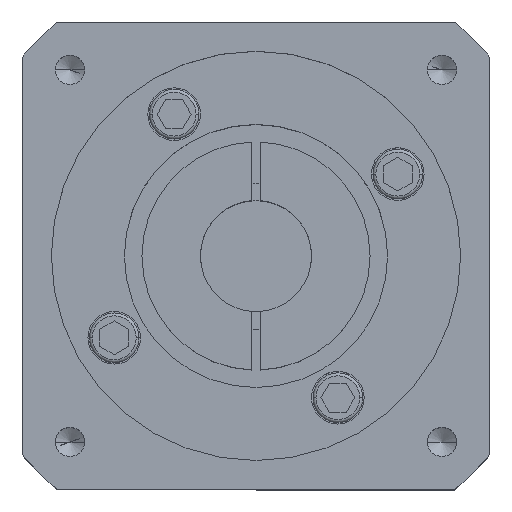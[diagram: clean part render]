
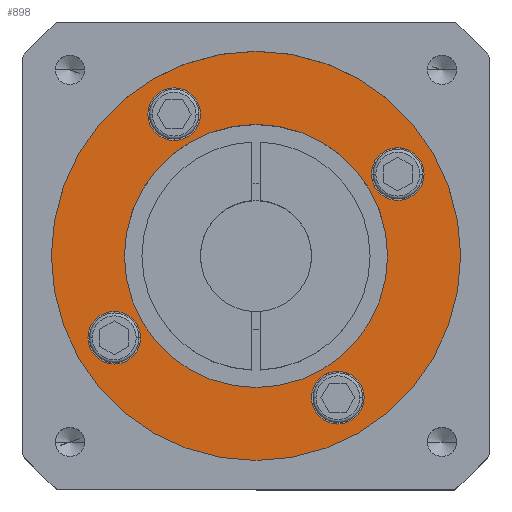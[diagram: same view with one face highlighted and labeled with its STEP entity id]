
A CAD part, top view. The second image highlights one B-rep face of the part: STEP entity #898.
In plain terms, the highlighted planar face has unit normal (0, 0, 1).
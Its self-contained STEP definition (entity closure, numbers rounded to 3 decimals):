
#79 = VERTEX_POINT ( 'NONE', #540 ) ;
#129 = AXIS2_PLACEMENT_3D ( 'NONE', #1242, #1312, #1281 ) ;
#172 = AXIS2_PLACEMENT_3D ( 'NONE', #815, #804, #5400 ) ;
#211 = DIRECTION ( 'NONE',  ( 1., 0., 0. ) ) ;
#396 = CARTESIAN_POINT ( 'NONE',  ( 9.5, -24.249, 19. ) ) ;
#427 = DIRECTION ( 'NONE',  ( 0., 0., 1. ) ) ;
#466 = AXIS2_PLACEMENT_3D ( 'NONE', #5125, #1631, #4859 ) ;
#515 = ORIENTED_EDGE ( 'NONE', *, *, #800, .T. ) ;
#528 = DIRECTION ( 'NONE',  ( 0., 0., 1. ) ) ;
#540 = CARTESIAN_POINT ( 'NONE',  ( -35., 0., 19. ) ) ;
#650 = VERTEX_POINT ( 'NONE', #4022 ) ;
#706 = AXIS2_PLACEMENT_3D ( 'NONE', #2445, #5530, #2882 ) ;
#800 = EDGE_CURVE ( 'NONE', #889, #79, #3092, .T. ) ;
#804 = DIRECTION ( 'NONE',  ( 0., 0., 1. ) ) ;
#810 = EDGE_CURVE ( 'NONE', #4192, #5440, #5298, .T. ) ;
#815 = CARTESIAN_POINT ( 'NONE',  ( 0., 0., 19. ) ) ;
#889 = VERTEX_POINT ( 'NONE', #5442 ) ;
#898 = ADVANCED_FACE ( 'NONE', ( #3175, #2007, #3638, #2594, #1197, #1055 ), #4598, .T. ) ;
#965 = CIRCLE ( 'NONE', #172, 35. ) ;
#1055 = FACE_OUTER_BOUND ( 'NONE', #4803, .T. ) ;
#1064 = ORIENTED_EDGE ( 'NONE', *, *, #1444, .F. ) ;
#1197 = FACE_BOUND ( 'NONE', #4248, .T. ) ;
#1242 = CARTESIAN_POINT ( 'NONE',  ( 14., -24.249, 19. ) ) ;
#1249 = CIRCLE ( 'NONE', #4241, 4.5 ) ;
#1280 = EDGE_LOOP ( 'NONE', ( #3560, #3989 ) ) ;
#1281 = DIRECTION ( 'NONE',  ( 1., 0., 0. ) ) ;
#1293 = CARTESIAN_POINT ( 'NONE',  ( 18.5, -24.249, 19. ) ) ;
#1312 = DIRECTION ( 'NONE',  ( 0., 0., 1. ) ) ;
#1397 = CARTESIAN_POINT ( 'NONE',  ( 0., 0., 19. ) ) ;
#1442 = CARTESIAN_POINT ( 'NONE',  ( 0., 0., 19. ) ) ;
#1444 = EDGE_CURVE ( 'NONE', #1684, #4450, #2936, .T. ) ;
#1564 = EDGE_CURVE ( 'NONE', #4450, #1684, #1609, .T. ) ;
#1609 = CIRCLE ( 'NONE', #3867, 4.5 ) ;
#1613 = AXIS2_PLACEMENT_3D ( 'NONE', #4001, #3926, #3943 ) ;
#1615 = VERTEX_POINT ( 'NONE', #1293 ) ;
#1631 = DIRECTION ( 'NONE',  ( 0., 0., 1. ) ) ;
#1644 = CARTESIAN_POINT ( 'NONE',  ( -22.5, 0., 19. ) ) ;
#1684 = VERTEX_POINT ( 'NONE', #3123 ) ;
#1904 = DIRECTION ( 'NONE',  ( 1., 0., 0. ) ) ;
#1938 = AXIS2_PLACEMENT_3D ( 'NONE', #5680, #3020, #211 ) ;
#1943 = DIRECTION ( 'NONE',  ( 0., 0., 1. ) ) ;
#2007 = FACE_BOUND ( 'NONE', #2280, .T. ) ;
#2103 = EDGE_CURVE ( 'NONE', #4900, #650, #2962, .T. ) ;
#2108 = DIRECTION ( 'NONE',  ( 1., 0., 0. ) ) ;
#2114 = VERTEX_POINT ( 'NONE', #396 ) ;
#2119 = DIRECTION ( 'NONE',  ( 0., 0., 1. ) ) ;
#2135 = AXIS2_PLACEMENT_3D ( 'NONE', #3552, #3066, #3906 ) ;
#2164 = ORIENTED_EDGE ( 'NONE', *, *, #2441, .F. ) ;
#2198 = EDGE_LOOP ( 'NONE', ( #1064, #3078 ) ) ;
#2280 = EDGE_LOOP ( 'NONE', ( #4480, #2976 ) ) ;
#2441 = EDGE_CURVE ( 'NONE', #5440, #4192, #5000, .T. ) ;
#2445 = CARTESIAN_POINT ( 'NONE',  ( -24.249, -14., 19. ) ) ;
#2455 = VERTEX_POINT ( 'NONE', #3085 ) ;
#2579 = EDGE_CURVE ( 'NONE', #79, #889, #965, .T. ) ;
#2594 = FACE_BOUND ( 'NONE', #2939, .T. ) ;
#2602 = CARTESIAN_POINT ( 'NONE',  ( -18.5, 24.249, 19. ) ) ;
#2615 = CARTESIAN_POINT ( 'NONE',  ( 28.749, 14., 19. ) ) ;
#2619 = EDGE_CURVE ( 'NONE', #1615, #2114, #5482, .T. ) ;
#2623 = ORIENTED_EDGE ( 'NONE', *, *, #3201, .F. ) ;
#2659 = VERTEX_POINT ( 'NONE', #2615 ) ;
#2882 = DIRECTION ( 'NONE',  ( 1., 0., 0. ) ) ;
#2936 = CIRCLE ( 'NONE', #4878, 4.5 ) ;
#2939 = EDGE_LOOP ( 'NONE', ( #2623, #3454 ) ) ;
#2962 = CIRCLE ( 'NONE', #1613, 4.5 ) ;
#2976 = ORIENTED_EDGE ( 'NONE', *, *, #5258, .F. ) ;
#3020 = DIRECTION ( 'NONE',  ( 0., 0., 1. ) ) ;
#3066 = DIRECTION ( 'NONE',  ( 0., 0., 1. ) ) ;
#3078 = ORIENTED_EDGE ( 'NONE', *, *, #1564, .F. ) ;
#3081 = CARTESIAN_POINT ( 'NONE',  ( -19.749, -14., 19. ) ) ;
#3085 = CARTESIAN_POINT ( 'NONE',  ( 19.749, 14., 19. ) ) ;
#3092 = CIRCLE ( 'NONE', #3449, 35. ) ;
#3123 = CARTESIAN_POINT ( 'NONE',  ( -9.5, 24.249, 19. ) ) ;
#3175 = FACE_BOUND ( 'NONE', #2198, .T. ) ;
#3201 = EDGE_CURVE ( 'NONE', #2659, #2455, #1249, .T. ) ;
#3215 = CARTESIAN_POINT ( 'NONE',  ( 0., 0., 19. ) ) ;
#3258 = CIRCLE ( 'NONE', #706, 4.5 ) ;
#3268 = AXIS2_PLACEMENT_3D ( 'NONE', #1442, #1943, #5042 ) ;
#3382 = AXIS2_PLACEMENT_3D ( 'NONE', #1397, #4555, #1904 ) ;
#3422 = CARTESIAN_POINT ( 'NONE',  ( -14., 24.249, 19. ) ) ;
#3443 = CARTESIAN_POINT ( 'NONE',  ( 22.5, 0., 19. ) ) ;
#3449 = AXIS2_PLACEMENT_3D ( 'NONE', #3215, #427, #3674 ) ;
#3454 = ORIENTED_EDGE ( 'NONE', *, *, #4439, .F. ) ;
#3552 = CARTESIAN_POINT ( 'NONE',  ( 24.249, 14., 19. ) ) ;
#3560 = ORIENTED_EDGE ( 'NONE', *, *, #2619, .F. ) ;
#3638 = FACE_BOUND ( 'NONE', #1280, .T. ) ;
#3674 = DIRECTION ( 'NONE',  ( 1., 0., 0. ) ) ;
#3734 = DIRECTION ( 'NONE',  ( 1., 0., 0. ) ) ;
#3737 = DIRECTION ( 'NONE',  ( 1., 0., 0. ) ) ;
#3794 = DIRECTION ( 'NONE',  ( 0., 0., 1. ) ) ;
#3810 = CARTESIAN_POINT ( 'NONE',  ( 24.249, 14., 19. ) ) ;
#3867 = AXIS2_PLACEMENT_3D ( 'NONE', #3872, #528, #2108 ) ;
#3872 = CARTESIAN_POINT ( 'NONE',  ( -14., 24.249, 19. ) ) ;
#3906 = DIRECTION ( 'NONE',  ( 1., 0., 0. ) ) ;
#3926 = DIRECTION ( 'NONE',  ( 0., 0., 1. ) ) ;
#3943 = DIRECTION ( 'NONE',  ( 1., 0., 0. ) ) ;
#3989 = ORIENTED_EDGE ( 'NONE', *, *, #5455, .F. ) ;
#4001 = CARTESIAN_POINT ( 'NONE',  ( -24.249, -14., 19. ) ) ;
#4022 = CARTESIAN_POINT ( 'NONE',  ( -28.749, -14., 19. ) ) ;
#4192 = VERTEX_POINT ( 'NONE', #1644 ) ;
#4241 = AXIS2_PLACEMENT_3D ( 'NONE', #3810, #3794, #3734 ) ;
#4248 = EDGE_LOOP ( 'NONE', ( #2164, #5046 ) ) ;
#4439 = EDGE_CURVE ( 'NONE', #2455, #2659, #5562, .T. ) ;
#4450 = VERTEX_POINT ( 'NONE', #2602 ) ;
#4480 = ORIENTED_EDGE ( 'NONE', *, *, #2103, .F. ) ;
#4555 = DIRECTION ( 'NONE',  ( 0., 0., 1. ) ) ;
#4598 = PLANE ( 'NONE',  #3268 ) ;
#4618 = ORIENTED_EDGE ( 'NONE', *, *, #2579, .T. ) ;
#4803 = EDGE_LOOP ( 'NONE', ( #515, #4618 ) ) ;
#4859 = DIRECTION ( 'NONE',  ( 1., 0., 0. ) ) ;
#4878 = AXIS2_PLACEMENT_3D ( 'NONE', #3422, #2119, #3737 ) ;
#4900 = VERTEX_POINT ( 'NONE', #3081 ) ;
#5000 = CIRCLE ( 'NONE', #466, 22.5 ) ;
#5042 = DIRECTION ( 'NONE',  ( 1., 0., 0. ) ) ;
#5046 = ORIENTED_EDGE ( 'NONE', *, *, #810, .F. ) ;
#5125 = CARTESIAN_POINT ( 'NONE',  ( 0., 0., 19. ) ) ;
#5258 = EDGE_CURVE ( 'NONE', #650, #4900, #3258, .T. ) ;
#5298 = CIRCLE ( 'NONE', #3382, 22.5 ) ;
#5400 = DIRECTION ( 'NONE',  ( 1., 0., 0. ) ) ;
#5440 = VERTEX_POINT ( 'NONE', #3443 ) ;
#5442 = CARTESIAN_POINT ( 'NONE',  ( 35., 0., 19. ) ) ;
#5455 = EDGE_CURVE ( 'NONE', #2114, #1615, #5907, .T. ) ;
#5482 = CIRCLE ( 'NONE', #129, 4.5 ) ;
#5530 = DIRECTION ( 'NONE',  ( 0., 0., 1. ) ) ;
#5562 = CIRCLE ( 'NONE', #2135, 4.5 ) ;
#5680 = CARTESIAN_POINT ( 'NONE',  ( 14., -24.249, 19. ) ) ;
#5907 = CIRCLE ( 'NONE', #1938, 4.5 ) ;
